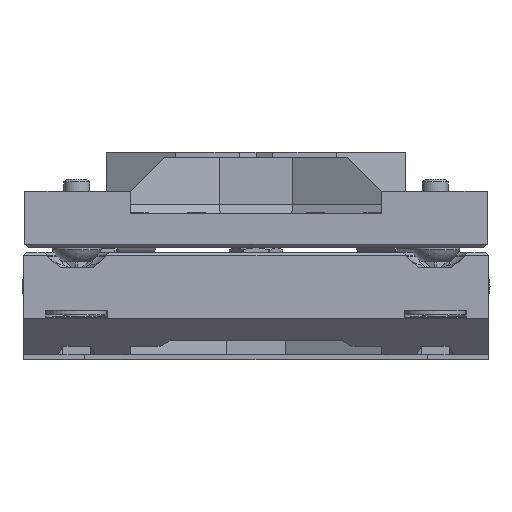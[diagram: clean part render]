
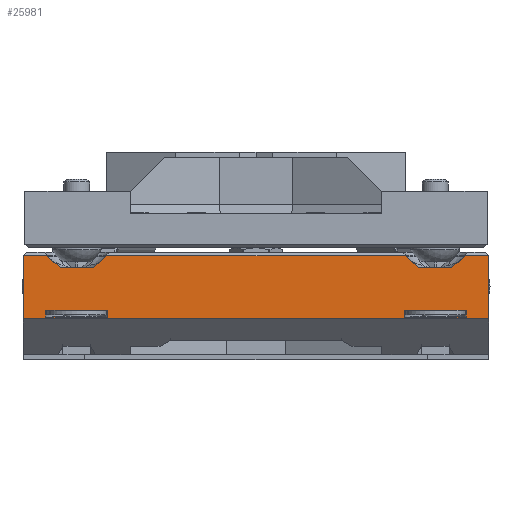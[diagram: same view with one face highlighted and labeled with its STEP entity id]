
A CAD part, front view. The second image highlights one B-rep face of the part: STEP entity #25981.
In plain terms, the highlighted planar face has unit normal (0, -1, 0).
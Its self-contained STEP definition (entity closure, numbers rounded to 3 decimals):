
#919=FACE_BOUND('',#4634,.T.);
#920=FACE_BOUND('',#4635,.T.);
#1981=PLANE('',#28186);
#3087=FACE_OUTER_BOUND('',#4633,.T.);
#4633=EDGE_LOOP('',(#20017,#20018,#20019,#20020,#20021,#20022,#20023,#20024,
#20025,#20026,#20027,#20028,#20029,#20030,#20031,#20032));
#4634=EDGE_LOOP('',(#20033,#20034,#20035,#20036));
#4635=EDGE_LOOP('',(#20037,#20038,#20039,#20040));
#6155=LINE('',#41884,#8385);
#6297=LINE('',#42203,#8527);
#6386=LINE('',#42765,#8616);
#6430=LINE('',#42858,#8660);
#6454=LINE('',#43009,#8684);
#6456=LINE('',#43012,#8686);
#6469=LINE('',#43045,#8699);
#6470=LINE('',#43047,#8700);
#6471=LINE('',#43049,#8701);
#6472=LINE('',#43051,#8702);
#6473=LINE('',#43053,#8703);
#6474=LINE('',#43054,#8704);
#6475=LINE('',#43056,#8705);
#6476=LINE('',#43058,#8706);
#6477=LINE('',#43060,#8707);
#6478=LINE('',#43061,#8708);
#6479=LINE('',#43064,#8709);
#6480=LINE('',#43066,#8710);
#6481=LINE('',#43068,#8711);
#6482=LINE('',#43069,#8712);
#6483=LINE('',#43072,#8713);
#6484=LINE('',#43074,#8714);
#6485=LINE('',#43076,#8715);
#6486=LINE('',#43077,#8716);
#8385=VECTOR('',#31442,10.);
#8527=VECTOR('',#31658,10.);
#8616=VECTOR('',#32019,10.);
#8660=VECTOR('',#32115,10.);
#8684=VECTOR('',#32205,10.);
#8686=VECTOR('',#32209,10.);
#8699=VECTOR('',#32234,10.);
#8700=VECTOR('',#32235,10.);
#8701=VECTOR('',#32236,10.);
#8702=VECTOR('',#32237,10.);
#8703=VECTOR('',#32238,10.);
#8704=VECTOR('',#32239,10.);
#8705=VECTOR('',#32240,10.);
#8706=VECTOR('',#32241,10.);
#8707=VECTOR('',#32242,10.);
#8708=VECTOR('',#32243,10.);
#8709=VECTOR('',#32244,10.);
#8710=VECTOR('',#32245,10.);
#8711=VECTOR('',#32246,10.);
#8712=VECTOR('',#32247,10.);
#8713=VECTOR('',#32248,10.);
#8714=VECTOR('',#32249,10.);
#8715=VECTOR('',#32250,10.);
#8716=VECTOR('',#32251,10.);
#11701=VERTEX_POINT('',#41880);
#11703=VERTEX_POINT('',#41883);
#11826=VERTEX_POINT('',#42156);
#11838=VERTEX_POINT('',#42197);
#12006=VERTEX_POINT('',#42763);
#12007=VERTEX_POINT('',#42764);
#12028=VERTEX_POINT('',#42849);
#12030=VERTEX_POINT('',#42857);
#12055=VERTEX_POINT('',#43008);
#12070=VERTEX_POINT('',#43046);
#12071=VERTEX_POINT('',#43048);
#12072=VERTEX_POINT('',#43050);
#12073=VERTEX_POINT('',#43052);
#12074=VERTEX_POINT('',#43055);
#12075=VERTEX_POINT('',#43057);
#12076=VERTEX_POINT('',#43059);
#12077=VERTEX_POINT('',#43062);
#12078=VERTEX_POINT('',#43063);
#12079=VERTEX_POINT('',#43065);
#12080=VERTEX_POINT('',#43067);
#12081=VERTEX_POINT('',#43070);
#12082=VERTEX_POINT('',#43071);
#12083=VERTEX_POINT('',#43073);
#12084=VERTEX_POINT('',#43075);
#14493=EDGE_CURVE('',#11703,#11701,#6155,.T.);
#14652=EDGE_CURVE('',#11826,#11838,#6297,.T.);
#14863=EDGE_CURVE('',#12006,#12007,#6386,.T.);
#14910=EDGE_CURVE('',#12028,#12030,#6430,.T.);
#14955=EDGE_CURVE('',#12055,#12030,#6454,.T.);
#14957=EDGE_CURVE('',#12028,#11703,#6456,.T.);
#14974=EDGE_CURVE('',#12007,#11701,#6469,.T.);
#14975=EDGE_CURVE('',#12006,#12070,#6470,.T.);
#14976=EDGE_CURVE('',#12071,#12070,#6471,.T.);
#14977=EDGE_CURVE('',#12071,#12072,#6472,.T.);
#14978=EDGE_CURVE('',#12073,#12072,#6473,.T.);
#14979=EDGE_CURVE('',#12073,#11838,#6474,.T.);
#14980=EDGE_CURVE('',#11826,#12074,#6475,.T.);
#14981=EDGE_CURVE('',#12075,#12074,#6476,.T.);
#14982=EDGE_CURVE('',#12075,#12076,#6477,.T.);
#14983=EDGE_CURVE('',#12055,#12076,#6478,.T.);
#14984=EDGE_CURVE('',#12077,#12078,#6479,.T.);
#14985=EDGE_CURVE('',#12078,#12079,#6480,.T.);
#14986=EDGE_CURVE('',#12079,#12080,#6481,.T.);
#14987=EDGE_CURVE('',#12080,#12077,#6482,.T.);
#14988=EDGE_CURVE('',#12081,#12082,#6483,.T.);
#14989=EDGE_CURVE('',#12082,#12083,#6484,.T.);
#14990=EDGE_CURVE('',#12083,#12084,#6485,.T.);
#14991=EDGE_CURVE('',#12084,#12081,#6486,.T.);
#20017=ORIENTED_EDGE('',*,*,#14493,.T.);
#20018=ORIENTED_EDGE('',*,*,#14974,.F.);
#20019=ORIENTED_EDGE('',*,*,#14863,.F.);
#20020=ORIENTED_EDGE('',*,*,#14975,.T.);
#20021=ORIENTED_EDGE('',*,*,#14976,.F.);
#20022=ORIENTED_EDGE('',*,*,#14977,.T.);
#20023=ORIENTED_EDGE('',*,*,#14978,.F.);
#20024=ORIENTED_EDGE('',*,*,#14979,.T.);
#20025=ORIENTED_EDGE('',*,*,#14652,.F.);
#20026=ORIENTED_EDGE('',*,*,#14980,.T.);
#20027=ORIENTED_EDGE('',*,*,#14981,.F.);
#20028=ORIENTED_EDGE('',*,*,#14982,.T.);
#20029=ORIENTED_EDGE('',*,*,#14983,.F.);
#20030=ORIENTED_EDGE('',*,*,#14955,.T.);
#20031=ORIENTED_EDGE('',*,*,#14910,.F.);
#20032=ORIENTED_EDGE('',*,*,#14957,.T.);
#20033=ORIENTED_EDGE('',*,*,#14984,.T.);
#20034=ORIENTED_EDGE('',*,*,#14985,.T.);
#20035=ORIENTED_EDGE('',*,*,#14986,.T.);
#20036=ORIENTED_EDGE('',*,*,#14987,.T.);
#20037=ORIENTED_EDGE('',*,*,#14988,.T.);
#20038=ORIENTED_EDGE('',*,*,#14989,.T.);
#20039=ORIENTED_EDGE('',*,*,#14990,.T.);
#20040=ORIENTED_EDGE('',*,*,#14991,.T.);
#25981=ADVANCED_FACE('',(#3087,#919,#920),#1981,.T.);
#28186=AXIS2_PLACEMENT_3D('',#43044,#32232,#32233);
#31442=DIRECTION('',(1.,0.,0.));
#31658=DIRECTION('',(1.,0.,0.));
#32019=DIRECTION('',(1.,0.,0.));
#32115=DIRECTION('',(1.,0.,0.));
#32205=DIRECTION('',(0.,0.,1.));
#32209=DIRECTION('',(0.,0.,-1.));
#32232=DIRECTION('center_axis',(0.,-1.,0.));
#32233=DIRECTION('ref_axis',(-1.,0.,0.));
#32234=DIRECTION('',(0.,0.,-1.));
#32235=DIRECTION('',(0.,0.,-1.));
#32236=DIRECTION('',(0.766,0.,0.643));
#32237=DIRECTION('',(-1.,0.,0.));
#32238=DIRECTION('',(0.766,0.,-0.643));
#32239=DIRECTION('',(0.,0.,1.));
#32240=DIRECTION('',(0.,0.,-1.));
#32241=DIRECTION('',(0.766,0.,0.643));
#32242=DIRECTION('',(-1.,0.,0.));
#32243=DIRECTION('',(0.766,0.,-0.643));
#32244=DIRECTION('',(0.,0.,1.));
#32245=DIRECTION('',(1.,0.,0.));
#32246=DIRECTION('',(0.,0.,-1.));
#32247=DIRECTION('',(-1.,0.,0.));
#32248=DIRECTION('',(0.,0.,1.));
#32249=DIRECTION('',(1.,0.,0.));
#32250=DIRECTION('',(0.,0.,-1.));
#32251=DIRECTION('',(-1.,0.,0.));
#41880=CARTESIAN_POINT('',(27.2,-47.5,-7.8));
#41883=CARTESIAN_POINT('',(-27.2,-47.5,-7.8));
#41884=CARTESIAN_POINT('',(0.,-47.5,-7.8));
#42156=CARTESIAN_POINT('',(-17.55,-47.5,-0.4));
#42197=CARTESIAN_POINT('',(17.55,-47.5,-0.4));
#42203=CARTESIAN_POINT('',(13.6,-47.5,-0.4));
#42763=CARTESIAN_POINT('',(24.35,-47.5,-0.4));
#42764=CARTESIAN_POINT('',(27.2,-47.5,-0.4));
#42765=CARTESIAN_POINT('',(13.6,-47.5,-0.4));
#42849=CARTESIAN_POINT('',(-27.2,-47.5,-0.4));
#42857=CARTESIAN_POINT('',(-24.35,-47.5,-0.4));
#42858=CARTESIAN_POINT('',(13.6,-47.5,-0.4));
#43008=CARTESIAN_POINT('',(-24.35,-47.5,-0.55));
#43009=CARTESIAN_POINT('',(-24.35,-47.5,0.));
#43012=CARTESIAN_POINT('',(-27.2,-47.5,-11.));
#43044=CARTESIAN_POINT('Origin',(27.2,-47.5,0.));
#43045=CARTESIAN_POINT('',(27.2,-47.5,0.));
#43046=CARTESIAN_POINT('',(24.35,-47.5,-0.55));
#43047=CARTESIAN_POINT('',(24.35,-47.5,0.));
#43048=CARTESIAN_POINT('',(22.86,-47.5,-1.8));
#43049=CARTESIAN_POINT('',(24.949,-47.5,-0.047));
#43050=CARTESIAN_POINT('',(19.04,-47.5,-1.8));
#43051=CARTESIAN_POINT('',(24.075,-47.5,-1.8));
#43052=CARTESIAN_POINT('',(17.55,-47.5,-0.55));
#43053=CARTESIAN_POINT('',(20.618,-47.5,-3.125));
#43054=CARTESIAN_POINT('',(17.55,-47.5,0.));
#43055=CARTESIAN_POINT('',(-17.55,-47.5,-0.55));
#43056=CARTESIAN_POINT('',(-17.55,-47.5,0.));
#43057=CARTESIAN_POINT('',(-19.04,-47.5,-1.8));
#43058=CARTESIAN_POINT('',(-16.951,-47.5,-0.047));
#43059=CARTESIAN_POINT('',(-22.86,-47.5,-1.8));
#43060=CARTESIAN_POINT('',(-17.825,-47.5,-1.8));
#43061=CARTESIAN_POINT('',(-21.282,-47.5,-3.125));
#43062=CARTESIAN_POINT('',(17.35,-47.5,-7.6));
#43063=CARTESIAN_POINT('',(17.35,-47.5,-6.8));
#43064=CARTESIAN_POINT('',(17.35,-47.5,-3.8));
#43065=CARTESIAN_POINT('',(24.55,-47.5,-6.8));
#43066=CARTESIAN_POINT('',(24.075,-47.5,-6.8));
#43067=CARTESIAN_POINT('',(24.55,-47.5,-7.6));
#43068=CARTESIAN_POINT('',(24.55,-47.5,-3.8));
#43069=CARTESIAN_POINT('',(24.075,-47.5,-7.6));
#43070=CARTESIAN_POINT('',(-24.55,-47.5,-7.6));
#43071=CARTESIAN_POINT('',(-24.55,-47.5,-6.8));
#43072=CARTESIAN_POINT('',(-24.55,-47.5,-3.8));
#43073=CARTESIAN_POINT('',(-17.35,-47.5,-6.8));
#43074=CARTESIAN_POINT('',(-17.825,-47.5,-6.8));
#43075=CARTESIAN_POINT('',(-17.35,-47.5,-7.6));
#43076=CARTESIAN_POINT('',(-17.35,-47.5,-3.8));
#43077=CARTESIAN_POINT('',(-17.825,-47.5,-7.6));
